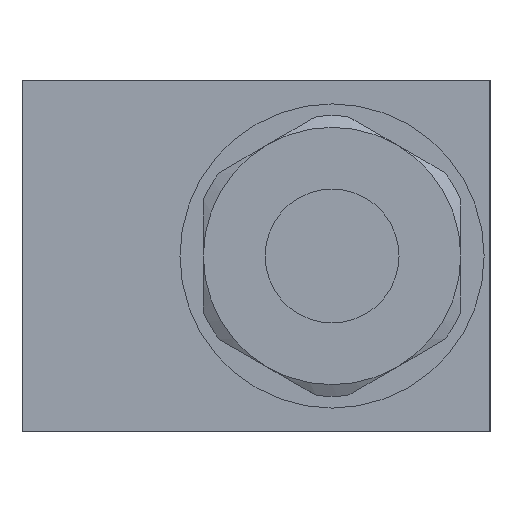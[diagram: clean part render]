
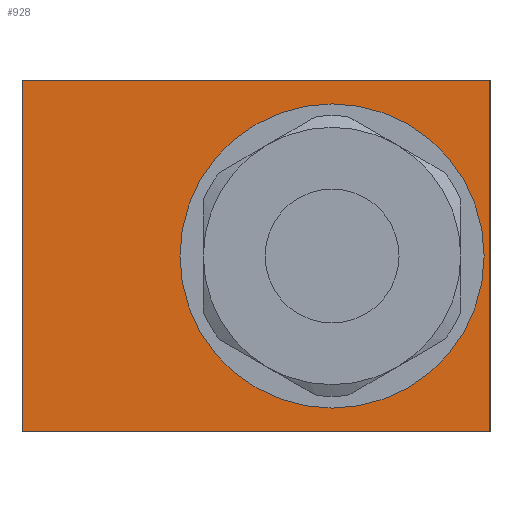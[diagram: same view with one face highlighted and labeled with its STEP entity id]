
A CAD part, left-side view. The second image highlights one B-rep face of the part: STEP entity #928.
In plain terms, the highlighted planar face has unit normal (-1, 0, 0).
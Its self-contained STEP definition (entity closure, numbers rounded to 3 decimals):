
#79=LINE('',#1424,#127);
#84=LINE('',#1438,#132);
#87=LINE('',#1444,#135);
#90=LINE('',#1455,#138);
#127=VECTOR('',#1130,1000.);
#132=VECTOR('',#1139,1000.);
#135=VECTOR('',#1144,1000.);
#138=VECTOR('',#1157,1000.);
#200=ORIENTED_EDGE('',*,*,#452,.T.);
#201=ORIENTED_EDGE('',*,*,#436,.T.);
#202=ORIENTED_EDGE('',*,*,#451,.F.);
#203=ORIENTED_EDGE('',*,*,#442,.T.);
#204=ORIENTED_EDGE('',*,*,#445,.T.);
#436=EDGE_CURVE('',#566,#567,#79,.T.);
#442=EDGE_CURVE('',#573,#571,#84,.T.);
#445=EDGE_CURVE('',#571,#566,#87,.T.);
#451=EDGE_CURVE('',#573,#567,#90,.T.);
#452=EDGE_CURVE('',#578,#578,#660,.T.);
#566=VERTEX_POINT('',#1425);
#567=VERTEX_POINT('',#1426);
#571=VERTEX_POINT('',#1436);
#573=VERTEX_POINT('',#1439);
#578=VERTEX_POINT('',#1458);
#660=CIRCLE('',#1012,13.);
#723=EDGE_LOOP('',(#200));
#724=EDGE_LOOP('',(#201,#202,#203,#204));
#813=FACE_BOUND('',#723,.T.);
#814=FACE_BOUND('',#724,.T.);
#898=PLANE('',#1011);
#928=ADVANCED_FACE('',(#813,#814),#898,.T.);
#1011=AXIS2_PLACEMENT_3D('',#1456,#1158,#1159);
#1012=AXIS2_PLACEMENT_3D('',#1457,#1160,#1161);
#1130=DIRECTION('',(0.,1.,0.));
#1139=DIRECTION('',(0.,-1.,0.));
#1144=DIRECTION('',(0.,0.,1.));
#1157=DIRECTION('',(0.,0.,1.));
#1158=DIRECTION('',(-1.,0.,0.));
#1159=DIRECTION('',(0.,0.,1.));
#1160=DIRECTION('',(1.,0.,0.));
#1161=DIRECTION('',(0.,1.,0.));
#1424=CARTESIAN_POINT('',(-1.,0.,30.));
#1425=CARTESIAN_POINT('',(-1.,0.,30.));
#1426=CARTESIAN_POINT('',(-1.,40.,30.));
#1436=CARTESIAN_POINT('',(-1.,0.,0.));
#1438=CARTESIAN_POINT('',(-1.,40.,0.));
#1439=CARTESIAN_POINT('',(-1.,40.,0.));
#1444=CARTESIAN_POINT('',(-1.,0.,0.));
#1455=CARTESIAN_POINT('',(-1.,40.,0.));
#1456=CARTESIAN_POINT('',(-1.,0.,0.));
#1457=CARTESIAN_POINT('',(-1.,13.5,15.));
#1458=CARTESIAN_POINT('',(-1.,26.5,15.));
